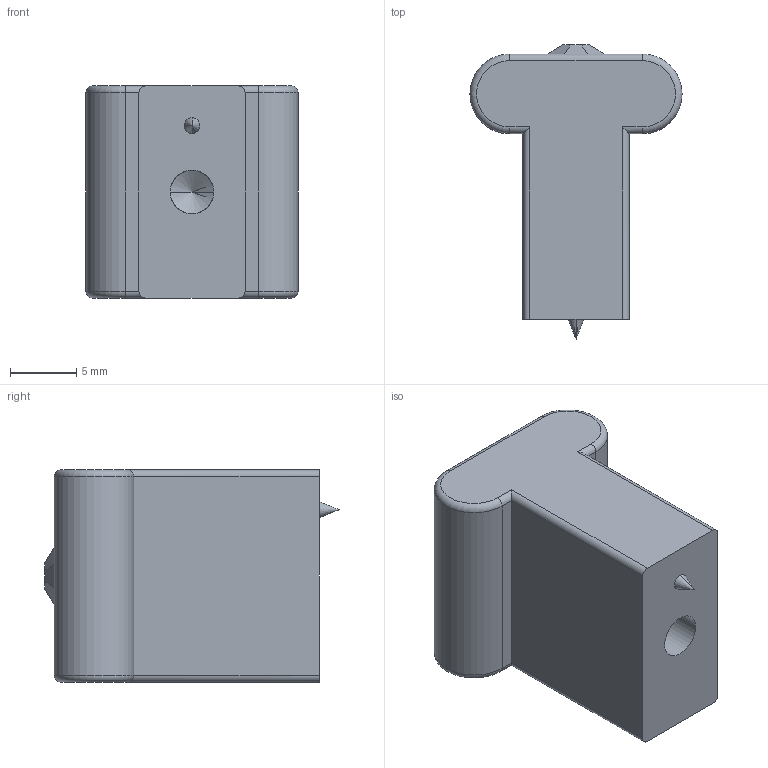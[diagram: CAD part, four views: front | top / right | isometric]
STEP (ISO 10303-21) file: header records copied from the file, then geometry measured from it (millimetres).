
FILE_DESCRIPTION(('Creo Elements/Direct Modeling STEP Export'),'2;1');
FILE_NAME('2036-16.stp','2024-09-23T14:29:54',(''),(''),'Creo Elements/Direct Modeling STEP processor for AP214 (Solid Model)','Creo Elements/Direct Modeling 20.0 12-Nov-2016 (C) Parametric Technology GmbH','');
FILE_SCHEMA(('AUTOMOTIVE_DESIGN { 1 0 10303 214 1 1 1 1 }'));
Length unit declared in the file: millimetre
Products named in the file (3): Stein; Knopf; Knopf_gesamt
Assembly tree (2 placements, depth 2):
  Knopf_gesamt
    Knopf
    Stein
Bounding box: 16 x 22.2 x 16 mm (x, y, z)
Volume: 3099.8 mm3; surface area: 1642.7 mm2
Topology: 2 solids, 2 shells, 48 faces, 112 edges, 68 vertices
Faces by surface type: cylinder 20, plane 20, cone 4, torus 4
Entity records: 1387 total; most frequent: DIRECTION 240, CARTESIAN_POINT 217, ORIENTED_EDGE 216, EDGE_CURVE 108, AXIS2_PLACEMENT_3D 91, VERTEX_POINT 68, VECTOR 58, LINE 58
